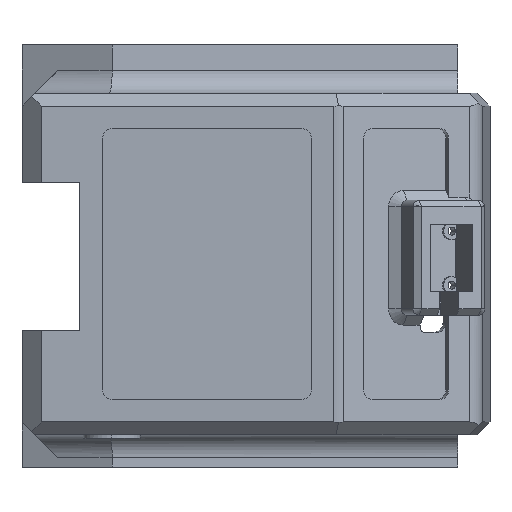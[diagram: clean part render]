
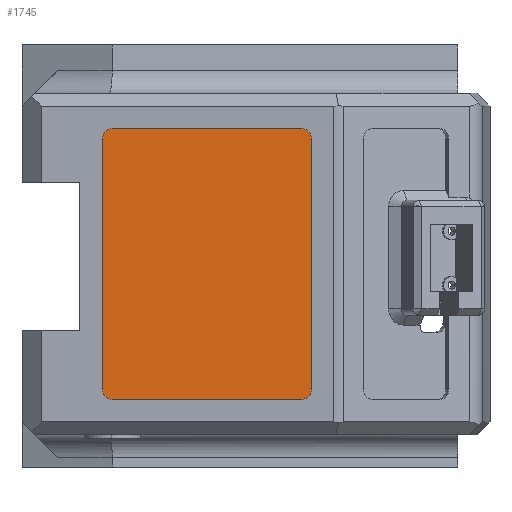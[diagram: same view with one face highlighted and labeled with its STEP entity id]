
A CAD part, left-side view. The second image highlights one B-rep face of the part: STEP entity #1745.
In plain terms, the highlighted planar face has unit normal (-1, 0, 0).
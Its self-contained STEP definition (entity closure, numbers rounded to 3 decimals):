
#80 = VERTEX_POINT ( 'NONE', #4834 ) ;
#183 = ORIENTED_EDGE ( 'NONE', *, *, #1431, .T. ) ;
#238 = CARTESIAN_POINT ( 'NONE',  ( -32.13, 67.188, 24. ) ) ;
#325 = ORIENTED_EDGE ( 'NONE', *, *, #3005, .T. ) ;
#335 = VERTEX_POINT ( 'NONE', #922 ) ;
#398 = CARTESIAN_POINT ( 'NONE',  ( -32.13, 5.398, 24. ) ) ;
#436 = ORIENTED_EDGE ( 'NONE', *, *, #5869, .T. ) ;
#914 = CARTESIAN_POINT ( 'NONE',  ( -32.13, 5.398, 24. ) ) ;
#922 = CARTESIAN_POINT ( 'NONE',  ( -32.13, 8.398, 105.009 ) ) ;
#929 = ORIENTED_EDGE ( 'NONE', *, *, #6407, .T. ) ;
#1051 = CARTESIAN_POINT ( 'NONE',  ( -32.13, 8.398, 24. ) ) ;
#1321 = VERTEX_POINT ( 'NONE', #3462 ) ;
#1391 = VERTEX_POINT ( 'NONE', #4211 ) ;
#1427 = CARTESIAN_POINT ( 'NONE',  ( -32.13, 5.398, 102.009 ) ) ;
#1431 = EDGE_CURVE ( 'NONE', #1391, #1321, #7223, .T. ) ;
#1509 = PLANE ( 'NONE',  #6894 ) ;
#1538 = CARTESIAN_POINT ( 'NONE',  ( -32.13, 70.188, 95.249 ) ) ;
#1578 = CIRCLE ( 'NONE', #8347, 3. ) ;
#1745 = ADVANCED_FACE ( 'NONE', ( #7964 ), #1509, .F. ) ;
#2075 = DIRECTION ( 'NONE',  ( 0., 1., 0. ) ) ;
#2159 = LINE ( 'NONE', #1538, #6888 ) ;
#2466 = CIRCLE ( 'NONE', #7589, 3. ) ;
#2679 = CIRCLE ( 'NONE', #2979, 3. ) ;
#2843 = VERTEX_POINT ( 'NONE', #4907 ) ;
#2916 = AXIS2_PLACEMENT_3D ( 'NONE', #1051, #8963, #7599 ) ;
#2973 = DIRECTION ( 'NONE',  ( 0., 0., -1. ) ) ;
#2979 = AXIS2_PLACEMENT_3D ( 'NONE', #238, #8810, #4476 ) ;
#3005 = EDGE_CURVE ( 'NONE', #8477, #1391, #2679, .T. ) ;
#3177 = DIRECTION ( 'NONE',  ( 0., 0., 1. ) ) ;
#3196 = EDGE_CURVE ( 'NONE', #335, #80, #5033, .T. ) ;
#3462 = CARTESIAN_POINT ( 'NONE',  ( -32.13, 8.398, 21. ) ) ;
#3524 = CIRCLE ( 'NONE', #2916, 3. ) ;
#3552 = ORIENTED_EDGE ( 'NONE', *, *, #7968, .T. ) ;
#3583 = EDGE_CURVE ( 'NONE', #80, #2843, #1578, .T. ) ;
#3804 = EDGE_LOOP ( 'NONE', ( #6584, #436, #325, #183, #5133, #929, #3552, #8094 ) ) ;
#3819 = CARTESIAN_POINT ( 'NONE',  ( -32.13, 67.188, 102.009 ) ) ;
#4211 = CARTESIAN_POINT ( 'NONE',  ( -32.13, 67.188, 21. ) ) ;
#4344 = DIRECTION ( 'NONE',  ( -1., 0., 0. ) ) ;
#4406 = VECTOR ( 'NONE', #3177, 1000. ) ;
#4476 = DIRECTION ( 'NONE',  ( 0., 0., 1. ) ) ;
#4834 = CARTESIAN_POINT ( 'NONE',  ( -32.13, 67.188, 105.009 ) ) ;
#4870 = CARTESIAN_POINT ( 'NONE',  ( -32.13, 67.188, 21. ) ) ;
#4907 = CARTESIAN_POINT ( 'NONE',  ( -32.13, 70.188, 102.009 ) ) ;
#4929 = CARTESIAN_POINT ( 'NONE',  ( -32.13, 67.188, 102.009 ) ) ;
#5033 = LINE ( 'NONE', #8521, #5331 ) ;
#5044 = VERTEX_POINT ( 'NONE', #1427 ) ;
#5132 = DIRECTION ( 'NONE',  ( 1., 0., 0. ) ) ;
#5133 = ORIENTED_EDGE ( 'NONE', *, *, #9280, .T. ) ;
#5165 = VECTOR ( 'NONE', #8499, 1000. ) ;
#5331 = VECTOR ( 'NONE', #2075, 1000. ) ;
#5636 = DIRECTION ( 'NONE',  ( -1., 0., 0. ) ) ;
#5799 = DIRECTION ( 'NONE',  ( 0., 0., 1. ) ) ;
#5869 = EDGE_CURVE ( 'NONE', #2843, #8477, #2159, .T. ) ;
#6110 = CARTESIAN_POINT ( 'NONE',  ( -32.13, 70.188, 24. ) ) ;
#6407 = EDGE_CURVE ( 'NONE', #8696, #5044, #9018, .T. ) ;
#6584 = ORIENTED_EDGE ( 'NONE', *, *, #3583, .T. ) ;
#6587 = DIRECTION ( 'NONE',  ( 0., 0., -1. ) ) ;
#6611 = CARTESIAN_POINT ( 'NONE',  ( -32.13, 8.398, 102.009 ) ) ;
#6888 = VECTOR ( 'NONE', #6587, 1000. ) ;
#6894 = AXIS2_PLACEMENT_3D ( 'NONE', #3819, #5132, #2973 ) ;
#7223 = LINE ( 'NONE', #4870, #5165 ) ;
#7589 = AXIS2_PLACEMENT_3D ( 'NONE', #6611, #4344, #5799 ) ;
#7599 = DIRECTION ( 'NONE',  ( 0., 0., 1. ) ) ;
#7964 = FACE_OUTER_BOUND ( 'NONE', #3804, .T. ) ;
#7968 = EDGE_CURVE ( 'NONE', #5044, #335, #2466, .T. ) ;
#8094 = ORIENTED_EDGE ( 'NONE', *, *, #3196, .T. ) ;
#8347 = AXIS2_PLACEMENT_3D ( 'NONE', #4929, #5636, #8510 ) ;
#8477 = VERTEX_POINT ( 'NONE', #6110 ) ;
#8499 = DIRECTION ( 'NONE',  ( 0., -1., 0. ) ) ;
#8510 = DIRECTION ( 'NONE',  ( 0., 0., -1. ) ) ;
#8521 = CARTESIAN_POINT ( 'NONE',  ( -32.13, 8.398, 105.009 ) ) ;
#8696 = VERTEX_POINT ( 'NONE', #914 ) ;
#8810 = DIRECTION ( 'NONE',  ( -1., 0., 0. ) ) ;
#8963 = DIRECTION ( 'NONE',  ( -1., 0., 0. ) ) ;
#9018 = LINE ( 'NONE', #398, #4406 ) ;
#9280 = EDGE_CURVE ( 'NONE', #1321, #8696, #3524, .T. ) ;
